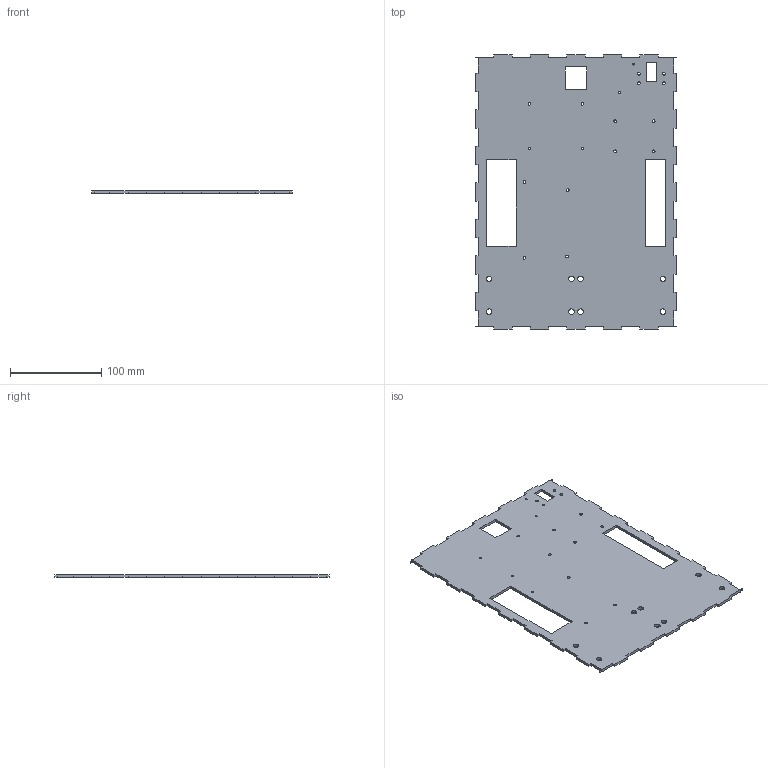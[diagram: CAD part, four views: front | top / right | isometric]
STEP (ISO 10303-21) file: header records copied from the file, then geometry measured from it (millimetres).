
FILE_DESCRIPTION(('FreeCAD Model'),'2;1');
FILE_NAME('Open CASCADE Shape Model','2022-01-28T23:52:53',('Author'),( ''),'Open CASCADE STEP processor 7.5','FreeCAD','Unknown');
FILE_SCHEMA(('AUTOMOTIVE_DESIGN { 1 0 10303 214 1 1 1 1 }'));
Length unit declared in the file: millimetre
Products named in the file (1): Body
Bounding box: 220 x 300 x 3 mm (x, y, z)
Volume: 174021.9 mm3; surface area: 122450.8 mm2
Topology: 1 solids, 1 shells, 152 faces, 450 edges, 300 vertices
Faces by surface type: plane 126, cylinder 26
Full cylindrical faces by diameter (mm): 2 x2, 2.7 x4, 3 x12, 6 x8
Entity records: 11018 total; most frequent: CARTESIAN_POINT 1803, DIRECTION 1708, LINE 1246, VECTOR 1246, ORIENTED_EDGE 900, PCURVE 900, DEFINITIONAL_REPRESENTATION 900, EDGE_CURVE 450
